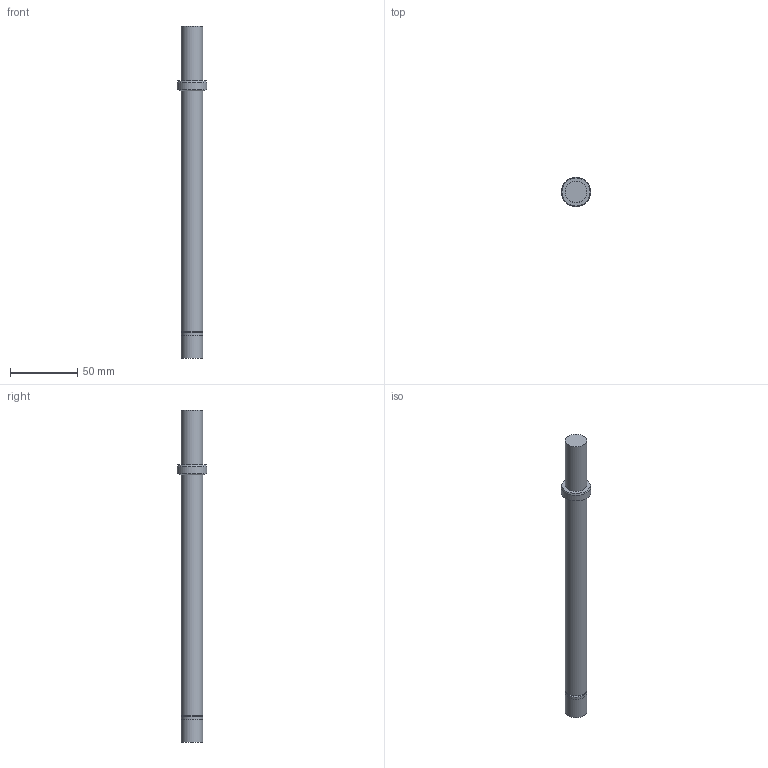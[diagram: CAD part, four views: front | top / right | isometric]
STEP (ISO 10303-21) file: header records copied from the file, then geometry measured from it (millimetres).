
FILE_DESCRIPTION((''),'1');
FILE_NAME('MGT6-d-200_045034-060049.stp','2017-02-08T07:48:07',(''),(''),'Spatial Interop R21 SP3','Kubotek KeyCreator 2011 V10.0.2 (22737)',' ');
FILE_SCHEMA(('automotive_design'));
Length unit declared in the file: millimetre
Products named in the file (1): 240[2]
Bounding box: 22 x 22 x 247.5 mm (x, y, z)
Volume: 50907.1 mm3; surface area: 13421.4 mm2
Topology: 1 solids, 1 shells, 14 faces, 22 edges, 13 vertices
Faces by surface type: cylinder 6, plane 5, cone 3
Full cylindrical faces by diameter (mm): 12.4 x1, 16 x3, 16.3 x1, 22 x1
Entity records: 535 total; most frequent: DIRECTION 56, PRESENTATION_STYLE_ASSIGNMENT 43, COLOUR_RGB 43, CARTESIAN_POINT 41, STYLED_ITEM 28, AXIS2_PLACEMENT_3D 28, CURVE_STYLE 28, DRAUGHTING_PRE_DEFINED_CURVE_FONT 28
